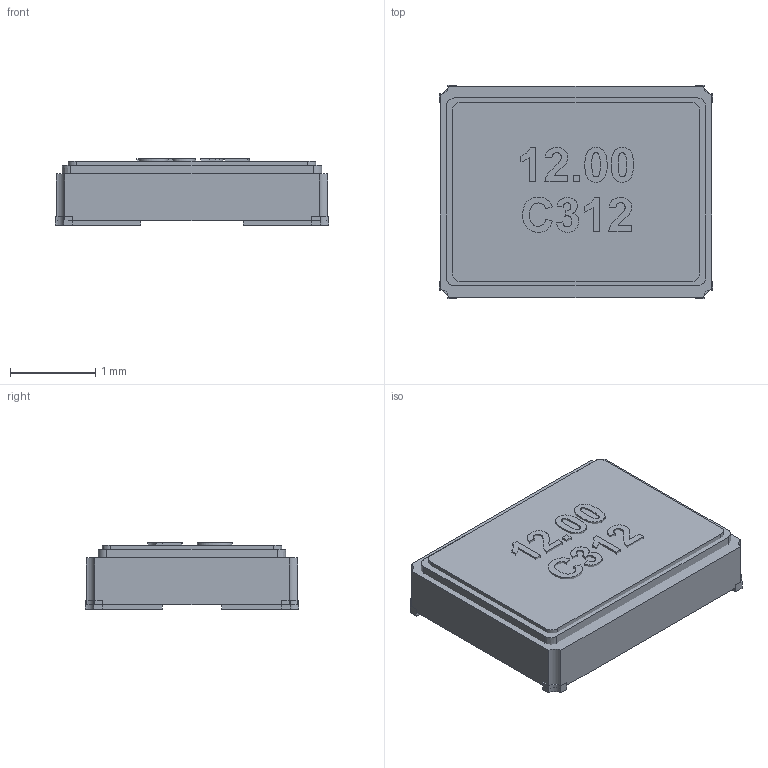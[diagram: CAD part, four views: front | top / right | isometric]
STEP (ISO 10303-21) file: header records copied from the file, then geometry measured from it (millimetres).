
FILE_DESCRIPTION (( 'STEP AP214' ), '1' );
FILE_NAME ('User Library-CTS.STEP', '2013-01-06T15:48:17', ( 'Windows User' ), ( '' ), 'SwSTEP 2.0', 'SolidWorks 2013', '' );
FILE_SCHEMA (( 'AUTOMOTIVE_DESIGN' ));
Length unit declared in the file: millimetre
Products named in the file (1): User Library-CTS
Bounding box: 3.2 x 2.5 x 0.78 mm (x, y, z)
Volume: 6.4 mm3; surface area: 59.7 mm2
Topology: 16 solids, 16 shells, 159 faces, 381 edges, 254 vertices
Faces by surface type: plane 103, bspline 44, cylinder 12
Entity records: 7243 total; most frequent: CARTESIAN_POINT 1929, ORIENTED_EDGE 762, DIRECTION 531, EDGE_CURVE 381, VERTEX_POINT 254, LINE 251, VECTOR 251, UNCERTAINTY_MEASURE_WITH_UNIT 177
